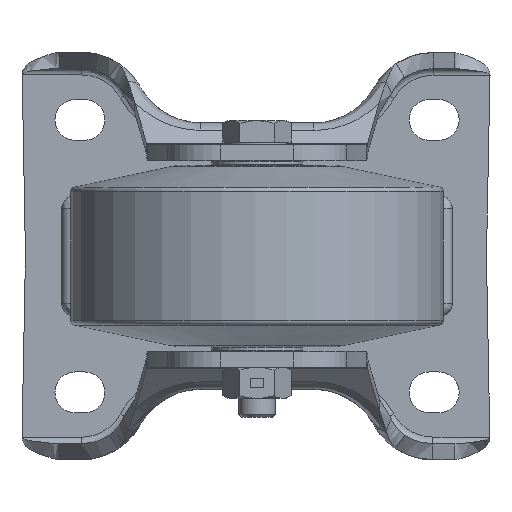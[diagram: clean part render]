
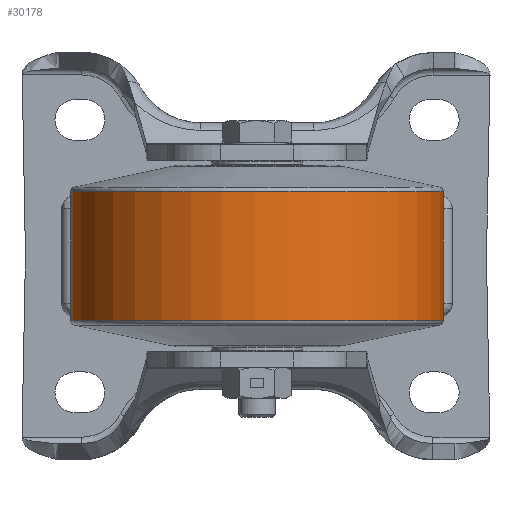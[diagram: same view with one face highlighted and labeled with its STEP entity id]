
A CAD part, front view. The second image highlights one B-rep face of the part: STEP entity #30178.
In plain terms, the highlighted cylindrical face has radius 41 mm (diameter 82 mm), a partial arc.
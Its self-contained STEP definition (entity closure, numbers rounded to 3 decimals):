
#208 = ORIENTED_EDGE ( 'NONE', *, *, #7663, .T. ) ;
#778 = ORIENTED_EDGE ( 'NONE', *, *, #15117, .F. ) ;
#3568 = DIRECTION ( 'NONE',  ( -1., 0.013, 0. ) ) ;
#4086 = AXIS2_PLACEMENT_3D ( 'NONE', #11028, #8239, #7999 ) ;
#5190 = CIRCLE ( 'NONE', #4086, 41. ) ;
#5841 = CIRCLE ( 'NONE', #16292, 41. ) ;
#7346 = DIRECTION ( 'NONE',  ( 0., 0., -1. ) ) ;
#7663 = EDGE_CURVE ( 'NONE', #31385, #27882, #5841, .T. ) ;
#7999 = DIRECTION ( 'NONE',  ( 1., -0.013, 0. ) ) ;
#8239 = DIRECTION ( 'NONE',  ( 0., 0., 1. ) ) ;
#8578 = EDGE_CURVE ( 'NONE', #27882, #35949, #29967, .T. ) ;
#9799 = CARTESIAN_POINT ( 'NONE',  ( -40.997, -67.464, -14.19 ) ) ;
#10500 = LINE ( 'NONE', #12970, #35127 ) ;
#11028 = CARTESIAN_POINT ( 'NONE',  ( 0., -68., -14.19 ) ) ;
#11034 = VECTOR ( 'NONE', #13245, 1000. ) ;
#12635 = CYLINDRICAL_SURFACE ( 'NONE', #23999, 41. ) ;
#12687 = ORIENTED_EDGE ( 'NONE', *, *, #8578, .T. ) ;
#12970 = CARTESIAN_POINT ( 'NONE',  ( 40.997, -68.536, -26.529 ) ) ;
#13245 = DIRECTION ( 'NONE',  ( 0., 0., -1. ) ) ;
#13785 = VERTEX_POINT ( 'NONE', #20336 ) ;
#15117 = EDGE_CURVE ( 'NONE', #31385, #13785, #10500, .T. ) ;
#15973 = CARTESIAN_POINT ( 'NONE',  ( -40.997, -67.464, -26.529 ) ) ;
#16254 = DIRECTION ( 'NONE',  ( 1., -0.013, 0. ) ) ;
#16292 = AXIS2_PLACEMENT_3D ( 'NONE', #27150, #18940, #16254 ) ;
#18940 = DIRECTION ( 'NONE',  ( 0., 0., -1. ) ) ;
#20336 = CARTESIAN_POINT ( 'NONE',  ( 40.997, -68.536, -14.19 ) ) ;
#20370 = DIRECTION ( 'NONE',  ( 0., 0., -1. ) ) ;
#20730 = CARTESIAN_POINT ( 'NONE',  ( 0., -68., -26.529 ) ) ;
#22181 = ORIENTED_EDGE ( 'NONE', *, *, #33597, .T. ) ;
#23999 = AXIS2_PLACEMENT_3D ( 'NONE', #20730, #20370, #3568 ) ;
#25859 = EDGE_LOOP ( 'NONE', ( #778, #208, #12687, #22181 ) ) ;
#27150 = CARTESIAN_POINT ( 'NONE',  ( 0., -68., 14.19 ) ) ;
#27838 = CARTESIAN_POINT ( 'NONE',  ( 40.997, -68.536, 14.19 ) ) ;
#27882 = VERTEX_POINT ( 'NONE', #35486 ) ;
#29967 = LINE ( 'NONE', #15973, #11034 ) ;
#30178 = ADVANCED_FACE ( 'NONE', ( #35053 ), #12635, .T. ) ;
#31385 = VERTEX_POINT ( 'NONE', #27838 ) ;
#33597 = EDGE_CURVE ( 'NONE', #35949, #13785, #5190, .T. ) ;
#35053 = FACE_OUTER_BOUND ( 'NONE', #25859, .T. ) ;
#35127 = VECTOR ( 'NONE', #7346, 1000. ) ;
#35486 = CARTESIAN_POINT ( 'NONE',  ( -40.997, -67.464, 14.19 ) ) ;
#35949 = VERTEX_POINT ( 'NONE', #9799 ) ;
